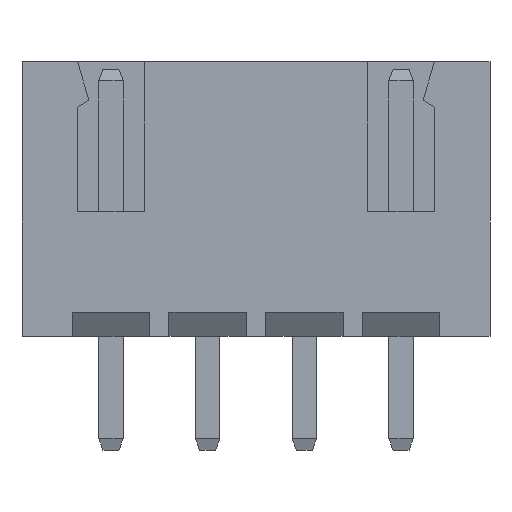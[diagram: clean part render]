
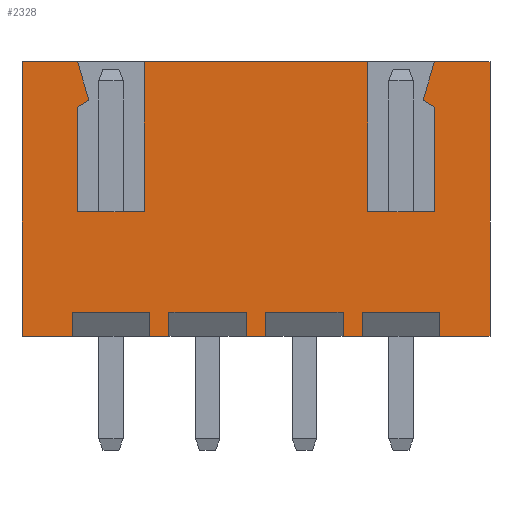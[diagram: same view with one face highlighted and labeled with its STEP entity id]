
A CAD part, front view. The second image highlights one B-rep face of the part: STEP entity #2328.
In plain terms, the highlighted planar face has unit normal (0, -1, 0).
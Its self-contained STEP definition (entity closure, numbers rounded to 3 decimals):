
#25=FACE_OUTER_BOUND('',#153,.T.);
#153=EDGE_LOOP('',(#1482,#1483,#1484,#1485,#1486,#1487,#1488,#1489,#1490,
#1491,#1492,#1493,#1494,#1495,#1496,#1497,#1498,#1499,#1500,#1501,#1502,
#1503,#1504,#1505,#1506,#1507,#1508,#1509,#1510,#1511,#1512,#1513));
#281=LINE('',#3176,#599);
#285=LINE('',#3185,#603);
#297=LINE('',#3212,#615);
#303=LINE('',#3225,#621);
#326=LINE('',#3269,#644);
#327=LINE('',#3271,#645);
#328=LINE('',#3273,#646);
#329=LINE('',#3275,#647);
#330=LINE('',#3277,#648);
#331=LINE('',#3278,#649);
#332=LINE('',#3280,#650);
#333=LINE('',#3282,#651);
#334=LINE('',#3284,#652);
#335=LINE('',#3286,#653);
#336=LINE('',#3288,#654);
#337=LINE('',#3290,#655);
#338=LINE('',#3292,#656);
#339=LINE('',#3294,#657);
#340=LINE('',#3296,#658);
#341=LINE('',#3298,#659);
#342=LINE('',#3300,#660);
#343=LINE('',#3302,#661);
#344=LINE('',#3303,#662);
#345=LINE('',#3305,#663);
#346=LINE('',#3307,#664);
#347=LINE('',#3308,#665);
#348=LINE('',#3310,#666);
#349=LINE('',#3312,#667);
#350=LINE('',#3314,#668);
#351=LINE('',#3316,#669);
#352=LINE('',#3318,#670);
#353=LINE('',#3319,#671);
#599=VECTOR('',#2598,1000.);
#603=VECTOR('',#2604,1000.);
#615=VECTOR('',#2622,1000.);
#621=VECTOR('',#2630,1000.);
#644=VECTOR('',#2657,1000.);
#645=VECTOR('',#2658,1000.);
#646=VECTOR('',#2659,1000.);
#647=VECTOR('',#2660,1000.);
#648=VECTOR('',#2661,1000.);
#649=VECTOR('',#2662,1000.);
#650=VECTOR('',#2663,1000.);
#651=VECTOR('',#2664,1000.);
#652=VECTOR('',#2665,1000.);
#653=VECTOR('',#2666,1000.);
#654=VECTOR('',#2667,1000.);
#655=VECTOR('',#2668,1000.);
#656=VECTOR('',#2669,1000.);
#657=VECTOR('',#2670,1000.);
#658=VECTOR('',#2671,1000.);
#659=VECTOR('',#2672,1000.);
#660=VECTOR('',#2673,1000.);
#661=VECTOR('',#2674,1000.);
#662=VECTOR('',#2675,1000.);
#663=VECTOR('',#2676,1000.);
#664=VECTOR('',#2677,1000.);
#665=VECTOR('',#2678,1000.);
#666=VECTOR('',#2679,1000.);
#667=VECTOR('',#2680,1000.);
#668=VECTOR('',#2681,1000.);
#669=VECTOR('',#2682,1000.);
#670=VECTOR('',#2683,1000.);
#671=VECTOR('',#2684,1000.);
#915=VERTEX_POINT('',#3170);
#917=VERTEX_POINT('',#3174);
#919=VERTEX_POINT('',#3179);
#921=VERTEX_POINT('',#3183);
#932=VERTEX_POINT('',#3209);
#933=VERTEX_POINT('',#3211);
#938=VERTEX_POINT('',#3223);
#939=VERTEX_POINT('',#3224);
#958=VERTEX_POINT('',#3268);
#959=VERTEX_POINT('',#3270);
#960=VERTEX_POINT('',#3272);
#961=VERTEX_POINT('',#3274);
#962=VERTEX_POINT('',#3276);
#963=VERTEX_POINT('',#3279);
#964=VERTEX_POINT('',#3281);
#965=VERTEX_POINT('',#3283);
#966=VERTEX_POINT('',#3285);
#967=VERTEX_POINT('',#3287);
#968=VERTEX_POINT('',#3289);
#969=VERTEX_POINT('',#3291);
#970=VERTEX_POINT('',#3293);
#971=VERTEX_POINT('',#3295);
#972=VERTEX_POINT('',#3297);
#973=VERTEX_POINT('',#3299);
#974=VERTEX_POINT('',#3301);
#975=VERTEX_POINT('',#3304);
#976=VERTEX_POINT('',#3306);
#977=VERTEX_POINT('',#3309);
#978=VERTEX_POINT('',#3311);
#979=VERTEX_POINT('',#3313);
#980=VERTEX_POINT('',#3315);
#981=VERTEX_POINT('',#3317);
#1113=EDGE_CURVE('',#915,#917,#281,.T.);
#1117=EDGE_CURVE('',#919,#921,#285,.T.);
#1129=EDGE_CURVE('',#932,#933,#297,.T.);
#1135=EDGE_CURVE('',#938,#939,#303,.T.);
#1158=EDGE_CURVE('',#915,#958,#326,.T.);
#1159=EDGE_CURVE('',#959,#917,#327,.T.);
#1160=EDGE_CURVE('',#960,#959,#328,.T.);
#1161=EDGE_CURVE('',#961,#960,#329,.T.);
#1162=EDGE_CURVE('',#962,#961,#330,.T.);
#1163=EDGE_CURVE('',#919,#962,#331,.T.);
#1164=EDGE_CURVE('',#921,#963,#332,.T.);
#1165=EDGE_CURVE('',#964,#963,#333,.T.);
#1166=EDGE_CURVE('',#965,#964,#334,.T.);
#1167=EDGE_CURVE('',#965,#966,#335,.T.);
#1168=EDGE_CURVE('',#966,#967,#336,.T.);
#1169=EDGE_CURVE('',#968,#967,#337,.T.);
#1170=EDGE_CURVE('',#969,#968,#338,.T.);
#1171=EDGE_CURVE('',#969,#970,#339,.T.);
#1172=EDGE_CURVE('',#970,#971,#340,.T.);
#1173=EDGE_CURVE('',#972,#971,#341,.T.);
#1174=EDGE_CURVE('',#973,#972,#342,.T.);
#1175=EDGE_CURVE('',#973,#974,#343,.T.);
#1176=EDGE_CURVE('',#974,#933,#344,.T.);
#1177=EDGE_CURVE('',#975,#932,#345,.T.);
#1178=EDGE_CURVE('',#975,#976,#346,.T.);
#1179=EDGE_CURVE('',#976,#939,#347,.T.);
#1180=EDGE_CURVE('',#977,#938,#348,.T.);
#1181=EDGE_CURVE('',#977,#978,#349,.T.);
#1182=EDGE_CURVE('',#979,#978,#350,.T.);
#1183=EDGE_CURVE('',#980,#979,#351,.T.);
#1184=EDGE_CURVE('',#981,#980,#352,.T.);
#1185=EDGE_CURVE('',#958,#981,#353,.T.);
#1482=ORIENTED_EDGE('',*,*,#1158,.F.);
#1483=ORIENTED_EDGE('',*,*,#1113,.T.);
#1484=ORIENTED_EDGE('',*,*,#1159,.F.);
#1485=ORIENTED_EDGE('',*,*,#1160,.F.);
#1486=ORIENTED_EDGE('',*,*,#1161,.F.);
#1487=ORIENTED_EDGE('',*,*,#1162,.F.);
#1488=ORIENTED_EDGE('',*,*,#1163,.F.);
#1489=ORIENTED_EDGE('',*,*,#1117,.T.);
#1490=ORIENTED_EDGE('',*,*,#1164,.T.);
#1491=ORIENTED_EDGE('',*,*,#1165,.F.);
#1492=ORIENTED_EDGE('',*,*,#1166,.F.);
#1493=ORIENTED_EDGE('',*,*,#1167,.T.);
#1494=ORIENTED_EDGE('',*,*,#1168,.T.);
#1495=ORIENTED_EDGE('',*,*,#1169,.F.);
#1496=ORIENTED_EDGE('',*,*,#1170,.F.);
#1497=ORIENTED_EDGE('',*,*,#1171,.T.);
#1498=ORIENTED_EDGE('',*,*,#1172,.T.);
#1499=ORIENTED_EDGE('',*,*,#1173,.F.);
#1500=ORIENTED_EDGE('',*,*,#1174,.F.);
#1501=ORIENTED_EDGE('',*,*,#1175,.T.);
#1502=ORIENTED_EDGE('',*,*,#1176,.T.);
#1503=ORIENTED_EDGE('',*,*,#1129,.F.);
#1504=ORIENTED_EDGE('',*,*,#1177,.F.);
#1505=ORIENTED_EDGE('',*,*,#1178,.T.);
#1506=ORIENTED_EDGE('',*,*,#1179,.T.);
#1507=ORIENTED_EDGE('',*,*,#1135,.F.);
#1508=ORIENTED_EDGE('',*,*,#1180,.F.);
#1509=ORIENTED_EDGE('',*,*,#1181,.T.);
#1510=ORIENTED_EDGE('',*,*,#1182,.F.);
#1511=ORIENTED_EDGE('',*,*,#1183,.F.);
#1512=ORIENTED_EDGE('',*,*,#1184,.F.);
#1513=ORIENTED_EDGE('',*,*,#1185,.F.);
#2071=PLANE('',#2470);
#2328=ADVANCED_FACE('',(#25),#2071,.T.);
#2470=AXIS2_PLACEMENT_3D('',#3267,#2655,#2656);
#2598=DIRECTION('',(-1.,0.,0.));
#2604=DIRECTION('',(-1.,0.,0.));
#2622=DIRECTION('',(-1.,0.,0.));
#2630=DIRECTION('',(-1.,0.,0.));
#2655=DIRECTION('center_axis',(0.,-1.,0.));
#2656=DIRECTION('ref_axis',(0.,0.,-1.));
#2657=DIRECTION('',(0.,0.,-1.));
#2658=DIRECTION('',(0.,0.,1.));
#2659=DIRECTION('',(1.,0.,0.));
#2660=DIRECTION('',(0.,0.,-1.));
#2661=DIRECTION('',(-0.856,0.,-0.517));
#2662=DIRECTION('',(0.281,0.,-0.96));
#2663=DIRECTION('',(0.,0.,-1.));
#2664=DIRECTION('',(-1.,0.,0.));
#2665=DIRECTION('',(0.,0.,-1.));
#2666=DIRECTION('',(1.,0.,0.));
#2667=DIRECTION('',(0.,0.,-1.));
#2668=DIRECTION('',(-1.,0.,0.));
#2669=DIRECTION('',(0.,0.,-1.));
#2670=DIRECTION('',(1.,0.,0.));
#2671=DIRECTION('',(0.,0.,-1.));
#2672=DIRECTION('',(-1.,0.,0.));
#2673=DIRECTION('',(0.,0.,-1.));
#2674=DIRECTION('',(1.,0.,0.));
#2675=DIRECTION('',(0.,0.,-1.));
#2676=DIRECTION('',(0.,0.,-1.));
#2677=DIRECTION('',(1.,0.,0.));
#2678=DIRECTION('',(0.,0.,-1.));
#2679=DIRECTION('',(0.,0.,-1.));
#2680=DIRECTION('',(-1.,0.,0.));
#2681=DIRECTION('',(0.281,0.,0.96));
#2682=DIRECTION('',(-0.856,0.,0.517));
#2683=DIRECTION('',(0.,0.,1.));
#2684=DIRECTION('',(1.,0.,0.));
#3170=CARTESIAN_POINT('',(2.934,-2.489,7.214));
#3174=CARTESIAN_POINT('',(-2.934,-2.489,7.214));
#3176=CARTESIAN_POINT('',(6.147,-2.489,7.214));
#3179=CARTESIAN_POINT('',(-4.686,-2.489,7.214));
#3183=CARTESIAN_POINT('',(-6.147,-2.489,7.214));
#3185=CARTESIAN_POINT('',(6.147,-2.489,7.214));
#3209=CARTESIAN_POINT('',(2.794,-2.489,0.));
#3211=CARTESIAN_POINT('',(2.286,-2.489,0.));
#3212=CARTESIAN_POINT('',(6.147,-2.489,0.));
#3223=CARTESIAN_POINT('',(6.147,-2.489,0.));
#3224=CARTESIAN_POINT('',(4.826,-2.489,0.));
#3225=CARTESIAN_POINT('',(6.147,-2.489,0.));
#3267=CARTESIAN_POINT('Origin',(6.147,-2.489,0.711));
#3268=CARTESIAN_POINT('',(2.934,-2.489,3.277));
#3269=CARTESIAN_POINT('',(2.934,-2.489,7.214));
#3270=CARTESIAN_POINT('',(-2.934,-2.489,3.277));
#3271=CARTESIAN_POINT('',(-2.934,-2.489,3.277));
#3272=CARTESIAN_POINT('',(-4.686,-2.489,3.277));
#3273=CARTESIAN_POINT('',(-4.686,-2.489,3.277));
#3274=CARTESIAN_POINT('',(-4.686,-2.489,6.018));
#3275=CARTESIAN_POINT('',(-4.686,-2.489,6.018));
#3276=CARTESIAN_POINT('',(-4.388,-2.489,6.198));
#3277=CARTESIAN_POINT('',(-4.388,-2.489,6.198));
#3278=CARTESIAN_POINT('',(-4.686,-2.489,7.214));
#3279=CARTESIAN_POINT('',(-6.147,-2.489,0.));
#3280=CARTESIAN_POINT('',(-6.147,-2.489,0.711));
#3281=CARTESIAN_POINT('',(-4.826,-2.489,0.));
#3282=CARTESIAN_POINT('',(6.147,-2.489,0.));
#3283=CARTESIAN_POINT('',(-4.826,-2.489,0.635));
#3284=CARTESIAN_POINT('',(-4.826,-2.489,0.635));
#3285=CARTESIAN_POINT('',(-2.794,-2.489,0.635));
#3286=CARTESIAN_POINT('',(-4.826,-2.489,0.635));
#3287=CARTESIAN_POINT('',(-2.794,-2.489,0.));
#3288=CARTESIAN_POINT('',(-2.794,-2.489,0.635));
#3289=CARTESIAN_POINT('',(-2.286,-2.489,0.));
#3290=CARTESIAN_POINT('',(6.147,-2.489,0.));
#3291=CARTESIAN_POINT('',(-2.286,-2.489,0.635));
#3292=CARTESIAN_POINT('',(-2.286,-2.489,0.635));
#3293=CARTESIAN_POINT('',(-0.254,-2.489,0.635));
#3294=CARTESIAN_POINT('',(-2.286,-2.489,0.635));
#3295=CARTESIAN_POINT('',(-0.254,-2.489,0.));
#3296=CARTESIAN_POINT('',(-0.254,-2.489,0.635));
#3297=CARTESIAN_POINT('',(0.254,-2.489,0.));
#3298=CARTESIAN_POINT('',(6.147,-2.489,0.));
#3299=CARTESIAN_POINT('',(0.254,-2.489,0.635));
#3300=CARTESIAN_POINT('',(0.254,-2.489,0.635));
#3301=CARTESIAN_POINT('',(2.286,-2.489,0.635));
#3302=CARTESIAN_POINT('',(0.254,-2.489,0.635));
#3303=CARTESIAN_POINT('',(2.286,-2.489,0.635));
#3304=CARTESIAN_POINT('',(2.794,-2.489,0.635));
#3305=CARTESIAN_POINT('',(2.794,-2.489,0.635));
#3306=CARTESIAN_POINT('',(4.826,-2.489,0.635));
#3307=CARTESIAN_POINT('',(2.794,-2.489,0.635));
#3308=CARTESIAN_POINT('',(4.826,-2.489,0.635));
#3309=CARTESIAN_POINT('',(6.147,-2.489,7.214));
#3310=CARTESIAN_POINT('',(6.147,-2.489,0.711));
#3311=CARTESIAN_POINT('',(4.686,-2.489,7.214));
#3312=CARTESIAN_POINT('',(6.147,-2.489,7.214));
#3313=CARTESIAN_POINT('',(4.388,-2.489,6.198));
#3314=CARTESIAN_POINT('',(4.388,-2.489,6.198));
#3315=CARTESIAN_POINT('',(4.686,-2.489,6.018));
#3316=CARTESIAN_POINT('',(4.686,-2.489,6.018));
#3317=CARTESIAN_POINT('',(4.686,-2.489,3.277));
#3318=CARTESIAN_POINT('',(4.686,-2.489,3.277));
#3319=CARTESIAN_POINT('',(2.934,-2.489,3.277));
